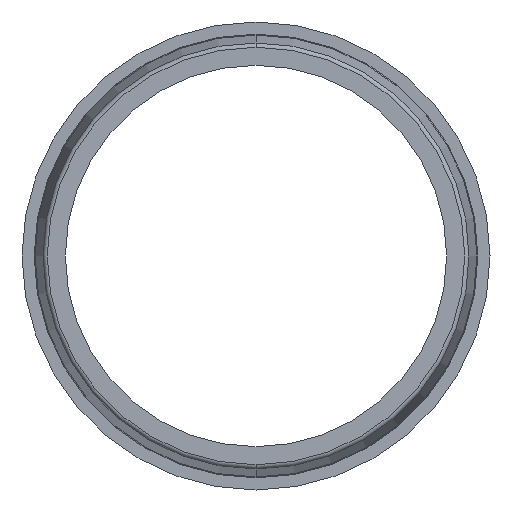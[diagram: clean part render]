
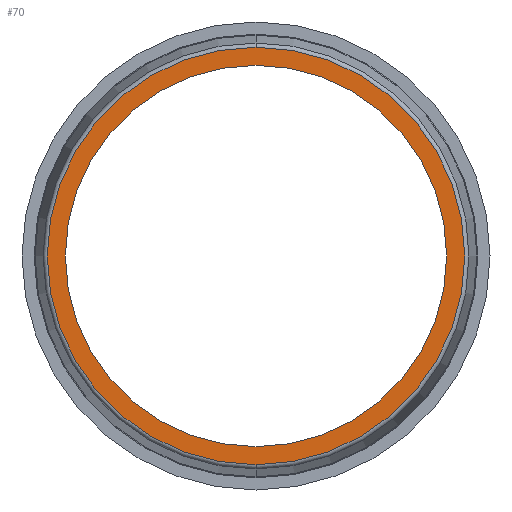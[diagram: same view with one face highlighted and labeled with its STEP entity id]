
A CAD part, front view. The second image highlights one B-rep face of the part: STEP entity #70.
In plain terms, the highlighted planar face has unit normal (0, -1, 0).
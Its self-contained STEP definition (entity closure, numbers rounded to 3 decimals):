
#30 = PLANE ( 'NONE',  #287 ) ;
#45 = CARTESIAN_POINT ( 'NONE',  ( 0., -45., -22. ) ) ;
#65 = DIRECTION ( 'NONE',  ( 0., -1., 0. ) ) ;
#70 = ADVANCED_FACE ( 'NONE', ( #1375, #1328 ), #30, .T. ) ;
#97 = CARTESIAN_POINT ( 'NONE',  ( 0., -45., 22. ) ) ;
#117 = EDGE_LOOP ( 'NONE', ( #1843, #1638 ) ) ;
#227 = CARTESIAN_POINT ( 'NONE',  ( 0., -45., 0. ) ) ;
#272 = CARTESIAN_POINT ( 'NONE',  ( 0., -45., 0. ) ) ;
#287 = AXIS2_PLACEMENT_3D ( 'NONE', #331, #766, #1788 ) ;
#317 = VERTEX_POINT ( 'NONE', #392 ) ;
#331 = CARTESIAN_POINT ( 'NONE',  ( -22., -45., 0. ) ) ;
#354 = AXIS2_PLACEMENT_3D ( 'NONE', #227, #1249, #383 ) ;
#370 = AXIS2_PLACEMENT_3D ( 'NONE', #856, #1876, #997 ) ;
#383 = DIRECTION ( 'NONE',  ( 0., 0., -1. ) ) ;
#392 = CARTESIAN_POINT ( 'NONE',  ( 0., -45., -24.083 ) ) ;
#422 = DIRECTION ( 'NONE',  ( 0., 0., 1. ) ) ;
#456 = AXIS2_PLACEMENT_3D ( 'NONE', #940, #65, #1090 ) ;
#463 = AXIS2_PLACEMENT_3D ( 'NONE', #272, #1288, #422 ) ;
#488 = CARTESIAN_POINT ( 'NONE',  ( 0., -45., 24.083 ) ) ;
#641 = EDGE_CURVE ( 'NONE', #1680, #1832, #646, .T. ) ;
#646 = CIRCLE ( 'NONE', #370, 22. ) ;
#652 = EDGE_CURVE ( 'NONE', #1832, #1680, #941, .T. ) ;
#659 = CIRCLE ( 'NONE', #354, 24.083 ) ;
#766 = DIRECTION ( 'NONE',  ( 0., -1., 0. ) ) ;
#791 = EDGE_LOOP ( 'NONE', ( #994, #1740 ) ) ;
#856 = CARTESIAN_POINT ( 'NONE',  ( 0., -45., 0. ) ) ;
#940 = CARTESIAN_POINT ( 'NONE',  ( 0., -45., 0. ) ) ;
#941 = CIRCLE ( 'NONE', #463, 22. ) ;
#994 = ORIENTED_EDGE ( 'NONE', *, *, #1238, .T. ) ;
#997 = DIRECTION ( 'NONE',  ( 0., 0., 1. ) ) ;
#1032 = CIRCLE ( 'NONE', #456, 24.083 ) ;
#1090 = DIRECTION ( 'NONE',  ( 0., 0., -1. ) ) ;
#1238 = EDGE_CURVE ( 'NONE', #317, #1492, #1032, .T. ) ;
#1249 = DIRECTION ( 'NONE',  ( 0., -1., 0. ) ) ;
#1288 = DIRECTION ( 'NONE',  ( 0., 1., 0. ) ) ;
#1328 = FACE_BOUND ( 'NONE', #117, .T. ) ;
#1375 = FACE_OUTER_BOUND ( 'NONE', #791, .T. ) ;
#1492 = VERTEX_POINT ( 'NONE', #488 ) ;
#1638 = ORIENTED_EDGE ( 'NONE', *, *, #641, .T. ) ;
#1680 = VERTEX_POINT ( 'NONE', #45 ) ;
#1740 = ORIENTED_EDGE ( 'NONE', *, *, #1773, .T. ) ;
#1773 = EDGE_CURVE ( 'NONE', #1492, #317, #659, .T. ) ;
#1788 = DIRECTION ( 'NONE',  ( 0., 0., -1. ) ) ;
#1832 = VERTEX_POINT ( 'NONE', #97 ) ;
#1843 = ORIENTED_EDGE ( 'NONE', *, *, #652, .T. ) ;
#1876 = DIRECTION ( 'NONE',  ( 0., 1., 0. ) ) ;
